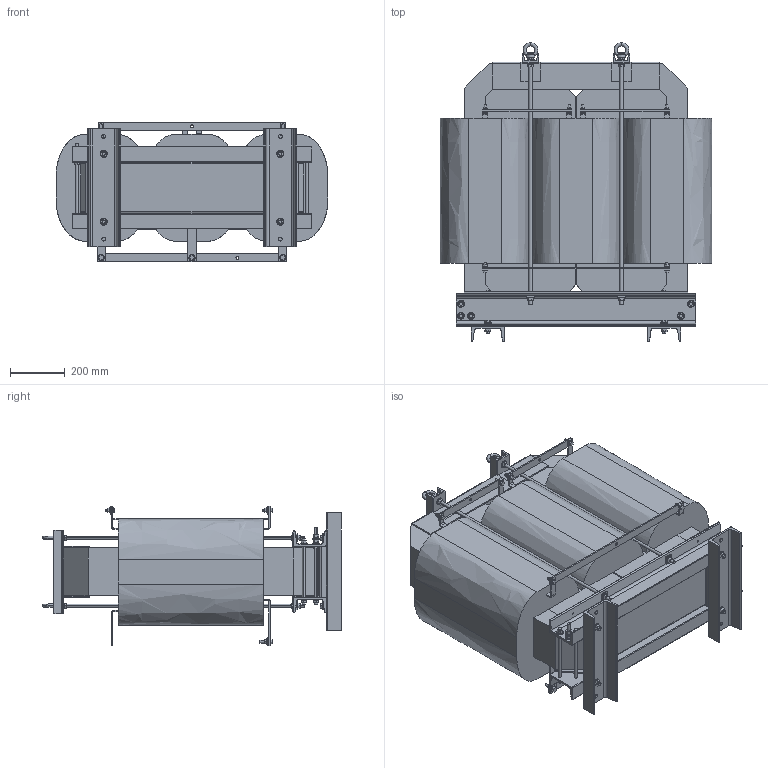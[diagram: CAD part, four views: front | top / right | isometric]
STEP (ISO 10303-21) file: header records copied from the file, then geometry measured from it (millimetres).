
FILE_DESCRIPTION (( 'STEP AP214' ), '1' );
FILE_NAME ('220248.STEP', '2020-06-23T06:12:02', ( '' ), ( '' ), 'SwSTEP 2.0', 'SolidWorks 2018', '' );
FILE_SCHEMA (( 'AUTOMOTIVE_DESIGN' ));
Length unit declared in the file: millimetre
Products named in the file (1): 220248
Bounding box: 992 x 1091 x 510 mm (x, y, z)
Volume: 245369338.7 mm3; surface area: 5106575.4 mm2
Topology: 1 solids, 1 shells, 1429 faces, 3567 edges, 2232 vertices
Faces by surface type: plane 989, cylinder 292, cone 72, torus 48, bspline 28
Entity records: 46141 total; most frequent: CARTESIAN_POINT 12081, ORIENTED_EDGE 7134, DIRECTION 6861, EDGE_CURVE 3567, LINE 2441, VECTOR 2441, VERTEX_POINT 2232, AXIS2_PLACEMENT_3D 2210
